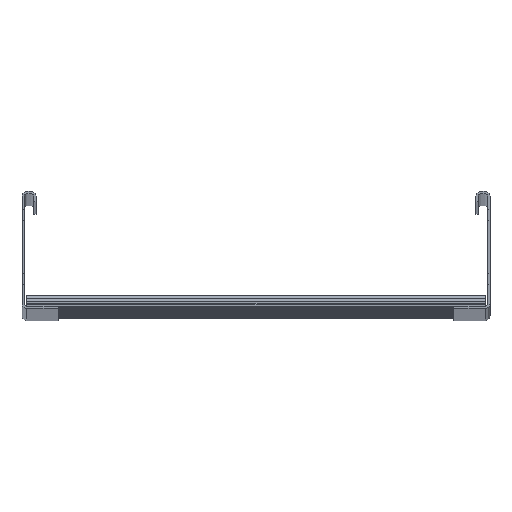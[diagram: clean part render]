
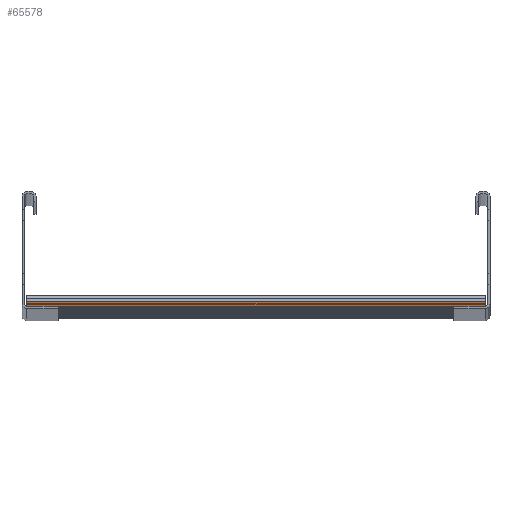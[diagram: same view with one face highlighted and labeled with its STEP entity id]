
A CAD part, top view. The second image highlights one B-rep face of the part: STEP entity #65578.
In plain terms, the highlighted planar face has unit normal (0, 0, 1).
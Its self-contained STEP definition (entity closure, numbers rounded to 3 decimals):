
#4443=DIRECTION('',(-1.,0.,0.));
#4444=VECTOR('',#4443,27.);
#4445=CARTESIAN_POINT('',(-169.,-48.,2867.5));
#4446=LINE('',#4445,#4444);
#5223=DIRECTION('',(0.,-1.,0.));
#5224=VECTOR('',#5223,4.5);
#5225=CARTESIAN_POINT('',(-196.,-43.5,2867.5));
#5226=LINE('',#5225,#5224);
#5819=DIRECTION('',(1.,0.,0.));
#5820=VECTOR('',#5819,27.);
#5821=CARTESIAN_POINT('',(169.,-48.,2867.5));
#5822=LINE('',#5821,#5820);
#6539=DIRECTION('',(0.,-1.,0.));
#6540=VECTOR('',#6539,4.5);
#6541=CARTESIAN_POINT('',(196.,-43.5,2867.5));
#6542=LINE('',#6541,#6540);
#18253=DIRECTION('',(1.,0.,0.));
#18254=VECTOR('',#18253,392.);
#18255=CARTESIAN_POINT('',(-196.,-43.5,2867.5));
#18256=LINE('',#18255,#18254);
#18285=DIRECTION('',(1.,0.,0.));
#18286=VECTOR('',#18285,338.);
#18287=CARTESIAN_POINT('',(-169.,-48.,2867.5));
#18288=LINE('',#18287,#18286);
#33953=CARTESIAN_POINT('',(-196.,-48.,2867.5));
#33955=VERTEX_POINT('',#33953);
#37977=CARTESIAN_POINT('',(196.,-48.,2867.5));
#37979=VERTEX_POINT('',#37977);
#38067=CARTESIAN_POINT('',(-196.,-43.5,2867.5));
#38068=VERTEX_POINT('',#38067);
#38087=CARTESIAN_POINT('',(196.,-43.5,2867.5));
#38088=VERTEX_POINT('',#38087);
#38097=CARTESIAN_POINT('',(-169.,-48.,2867.5));
#38099=VERTEX_POINT('',#38097);
#38105=CARTESIAN_POINT('',(169.,-48.,2867.5));
#38107=VERTEX_POINT('',#38105);
#65563=CARTESIAN_POINT('',(-196.,-43.5,2867.5));
#65564=DIRECTION('',(0.,0.,1.));
#65565=DIRECTION('',(0.,-1.,0.));
#65566=AXIS2_PLACEMENT_3D('',#65563,#65564,#65565);
#65567=PLANE('',#65566);
#65568=ORIENTED_EDGE('',*,*,#42660,.T.);
#65569=ORIENTED_EDGE('',*,*,#43638,.F.);
#65571=ORIENTED_EDGE('',*,*,#65570,.T.);
#65572=ORIENTED_EDGE('',*,*,#44955,.T.);
#65573=ORIENTED_EDGE('',*,*,#44030,.F.);
#65575=ORIENTED_EDGE('',*,*,#65574,.F.);
#65576=EDGE_LOOP('',(#65568,#65569,#65571,#65572,#65573,#65575));
#65577=FACE_OUTER_BOUND('',#65576,.F.);
#65578=ADVANCED_FACE('',(#65577),#65567,.T.);
#42660=EDGE_CURVE('',#38099,#33955,#4446,.T.);
#43638=EDGE_CURVE('',#38068,#33955,#5226,.T.);
#44030=EDGE_CURVE('',#38107,#37979,#5822,.T.);
#44955=EDGE_CURVE('',#38088,#37979,#6542,.T.);
#65570=EDGE_CURVE('',#38068,#38088,#18256,.T.);
#65574=EDGE_CURVE('',#38099,#38107,#18288,.T.);
